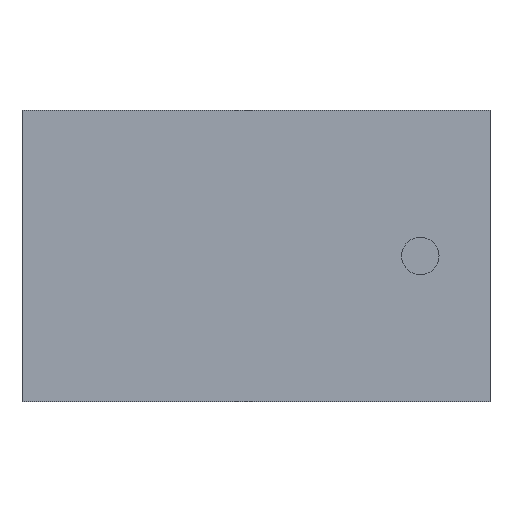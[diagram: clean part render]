
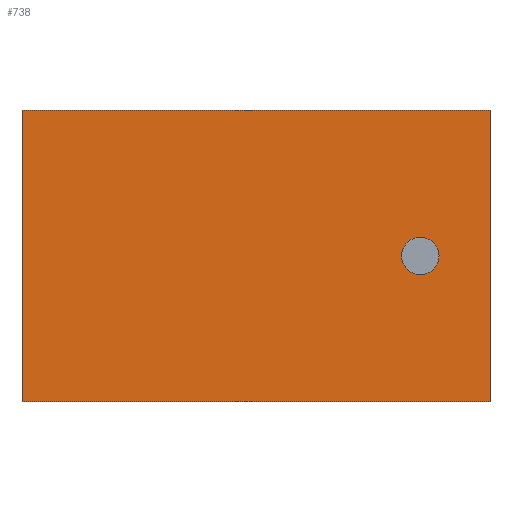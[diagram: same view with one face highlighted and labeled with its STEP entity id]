
A CAD part, top view. The second image highlights one B-rep face of the part: STEP entity #738.
In plain terms, the highlighted planar face has unit normal (0, 0, 1).
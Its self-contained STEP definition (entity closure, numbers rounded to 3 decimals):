
#16=FACE_BOUND('',#129,.T.);
#19=CIRCLE('',#789,0.07);
#80=FACE_OUTER_BOUND('',#128,.T.);
#128=EDGE_LOOP('',(#612,#613,#614,#615));
#129=EDGE_LOOP('',(#616));
#204=LINE('',#1152,#290);
#210=LINE('',#1164,#296);
#213=LINE('',#1169,#299);
#214=LINE('',#1171,#300);
#290=VECTOR('',#943,1.75);
#296=VECTOR('',#951,1.75);
#299=VECTOR('',#958,1.09);
#300=VECTOR('',#961,1.09);
#356=VERTEX_POINT('',#1144);
#358=VERTEX_POINT('',#1149);
#359=VERTEX_POINT('',#1151);
#361=VERTEX_POINT('',#1157);
#364=VERTEX_POINT('',#1162);
#440=EDGE_CURVE('',#356,#356,#19,.T.);
#442=EDGE_CURVE('',#358,#359,#204,.T.);
#448=EDGE_CURVE('',#364,#361,#210,.T.);
#451=EDGE_CURVE('',#359,#364,#213,.T.);
#452=EDGE_CURVE('',#358,#361,#214,.T.);
#612=ORIENTED_EDGE('',*,*,#452,.T.);
#613=ORIENTED_EDGE('',*,*,#448,.F.);
#614=ORIENTED_EDGE('',*,*,#451,.F.);
#615=ORIENTED_EDGE('',*,*,#442,.F.);
#616=ORIENTED_EDGE('',*,*,#440,.T.);
#694=PLANE('',#795);
#738=ADVANCED_FACE('',(#80,#16),#694,.F.);
#789=AXIS2_PLACEMENT_3D('',#1145,#936,#937);
#795=AXIS2_PLACEMENT_3D('',#1170,#959,#960);
#936=DIRECTION('center_axis',(0.,0.,-1.));
#937=DIRECTION('ref_axis',(1.,0.,0.));
#943=DIRECTION('',(-1.,0.,0.));
#951=DIRECTION('',(1.,0.,0.));
#958=DIRECTION('',(0.,1.,0.));
#959=DIRECTION('center_axis',(0.,0.,-1.));
#960=DIRECTION('ref_axis',(0.,1.,0.));
#961=DIRECTION('',(0.,1.,0.));
#1144=CARTESIAN_POINT('',(0.685,0.,0.93));
#1145=CARTESIAN_POINT('Origin',(0.615,0.,
0.93));
#1149=CARTESIAN_POINT('',(0.875,-0.545,0.93));
#1151=CARTESIAN_POINT('',(-0.875,-0.545,0.93));
#1152=CARTESIAN_POINT('',(0.,-0.545,0.93));
#1157=CARTESIAN_POINT('',(0.875,0.545,0.93));
#1162=CARTESIAN_POINT('',(-0.875,0.545,0.93));
#1164=CARTESIAN_POINT('',(0.,0.545,0.93));
#1169=CARTESIAN_POINT('',(-0.875,0.,0.93));
#1170=CARTESIAN_POINT('Origin',(0.,0.,0.93));
#1171=CARTESIAN_POINT('',(0.875,0.,0.93));
